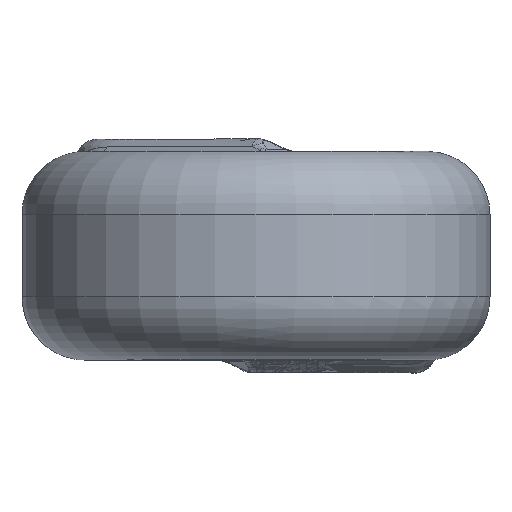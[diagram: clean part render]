
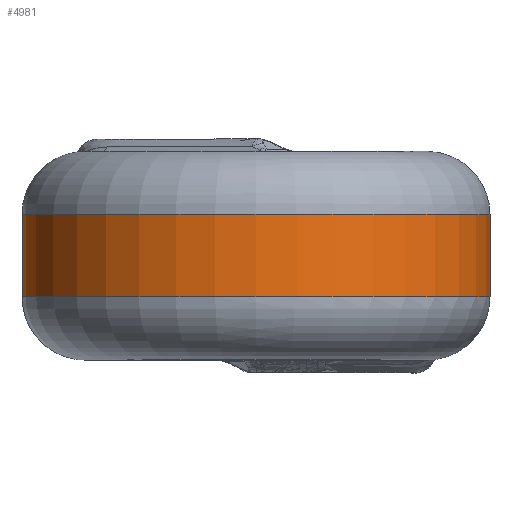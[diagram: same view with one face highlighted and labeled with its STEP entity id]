
A CAD part, top view. The second image highlights one B-rep face of the part: STEP entity #4981.
In plain terms, the highlighted cylindrical face has radius 3.7 mm (diameter 7.4 mm), a full revolution.
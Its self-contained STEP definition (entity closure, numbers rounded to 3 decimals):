
#36=CIRCLE('',#5159,3.7);
#38=CIRCLE('',#5163,3.7);
#621=CYLINDRICAL_SURFACE('',#5164,3.7);
#1078=ORIENTED_EDGE('',*,*,#2024,.T.);
#1079=ORIENTED_EDGE('',*,*,#2032,.T.);
#2024=EDGE_CURVE('',#2535,#2535,#36,.F.);
#2032=EDGE_CURVE('',#2542,#2542,#38,.T.);
#2535=VERTEX_POINT('',#9804);
#2542=VERTEX_POINT('',#9848);
#3050=EDGE_LOOP('',(#1078));
#3051=EDGE_LOOP('',(#1079));
#3274=FACE_BOUND('',#3050,.T.);
#3275=FACE_BOUND('',#3051,.T.);
#4981=ADVANCED_FACE('',(#3274,#3275),#621,.T.);
#5159=AXIS2_PLACEMENT_3D('',#9803,#5407,#5408);
#5163=AXIS2_PLACEMENT_3D('',#9847,#5416,#5417);
#5164=AXIS2_PLACEMENT_3D('',#9870,#5418,#5419);
#5407=DIRECTION('',(0.,1.,0.));
#5408=DIRECTION('',(0.,0.,1.));
#5416=DIRECTION('',(0.,1.,0.));
#5417=DIRECTION('',(0.,0.,1.));
#5418=DIRECTION('',(0.,1.,0.));
#5419=DIRECTION('',(0.,0.,1.));
#9803=CARTESIAN_POINT('',(0.,0.65,0.));
#9804=CARTESIAN_POINT('',(0.,0.65,3.7));
#9847=CARTESIAN_POINT('',(0.,-0.65,0.));
#9848=CARTESIAN_POINT('',(0.,-0.65,3.7));
#9870=CARTESIAN_POINT('',(0.,-1.65,0.));
